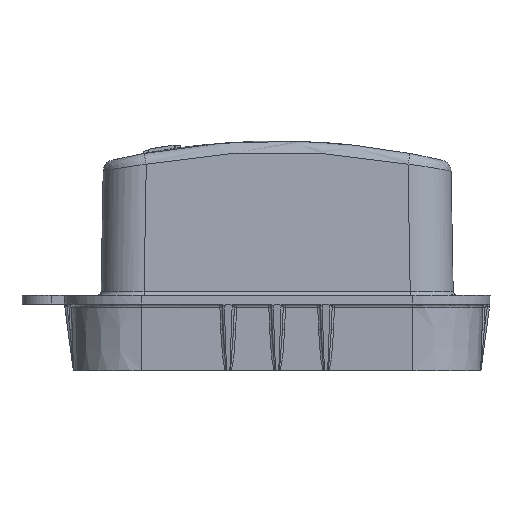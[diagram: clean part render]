
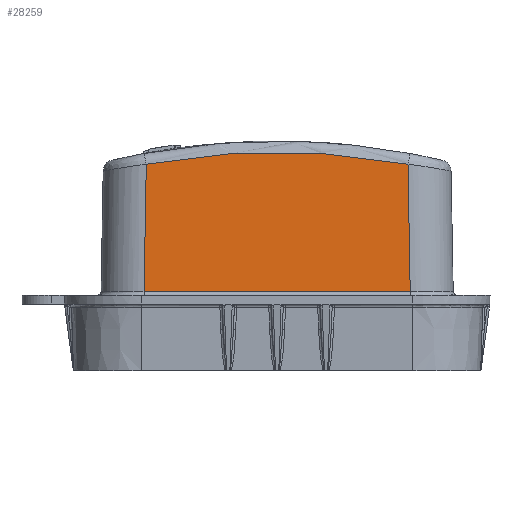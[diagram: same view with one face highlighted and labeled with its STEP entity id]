
A CAD part, left-side view. The second image highlights one B-rep face of the part: STEP entity #28259.
In plain terms, the highlighted planar face has unit normal (-1, 0, 0.018).
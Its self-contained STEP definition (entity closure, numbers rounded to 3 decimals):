
#6668=DIRECTION('',(-0.017,-0.017,-1.));
#6669=VECTOR('',#6668,17.181);
#6670=CARTESIAN_POINT('',(-59.055,-17.656,
27.867));
#6671=LINE('',#6670,#6669);
#6672=DIRECTION('',(0.017,-0.017,1.));
#6673=VECTOR('',#6672,17.181);
#6674=CARTESIAN_POINT('',(-59.354,17.955,10.691));
#6675=LINE('',#6674,#6673);
#6676=CARTESIAN_POINT('',(-60.679,0.,
-65.21));
#6677=DIRECTION('',(1.,0.,-0.017));
#6678=DIRECTION('',(0.017,0.186,0.982));
#6679=AXIS2_PLACEMENT_3D('',#6676,#6677,#6678);
#7961=DIRECTION('',(0.,-1.,0.));
#7962=VECTOR('',#7961,35.911);
#7963=CARTESIAN_POINT('',(-59.354,17.955,10.691));
#7964=LINE('',#7963,#7962);
#11838=CARTESIAN_POINT('',(-59.354,17.955,
10.691));
#11839=CARTESIAN_POINT('',(-59.055,17.656,
27.867));
#11840=VERTEX_POINT('',#11838);
#11841=VERTEX_POINT('',#11839);
#11842=CARTESIAN_POINT('',(-59.055,-17.656,
27.867));
#11843=CARTESIAN_POINT('',(-59.354,-17.955,
10.691));
#11844=VERTEX_POINT('',#11842);
#11845=VERTEX_POINT('',#11843);
#28245=CARTESIAN_POINT('',(-59.,25.814,31.));
#28246=DIRECTION('',(-1.,0.,0.017));
#28247=DIRECTION('',(0.,-1.,0.));
#28248=AXIS2_PLACEMENT_3D('',#28245,#28246,#28247);
#28249=PLANE('',#28248);
#28251=ORIENTED_EDGE('',*,*,#28250,.T.);
#28253=ORIENTED_EDGE('',*,*,#28252,.F.);
#28254=ORIENTED_EDGE('',*,*,#28235,.T.);
#28256=ORIENTED_EDGE('',*,*,#28255,.T.);
#28257=EDGE_LOOP('',(#28251,#28253,#28254,#28256));
#28258=FACE_OUTER_BOUND('',#28257,.F.);
#28259=ADVANCED_FACE('',(#28258),#28249,.T.);
#6680=CIRCLE('',#6679,94.75);
#28235=EDGE_CURVE('',#11840,#11841,#6675,.T.);
#28250=EDGE_CURVE('',#11844,#11845,#6671,.T.);
#28252=EDGE_CURVE('',#11840,#11845,#7964,.T.);
#28255=EDGE_CURVE('',#11841,#11844,#6680,.T.);
